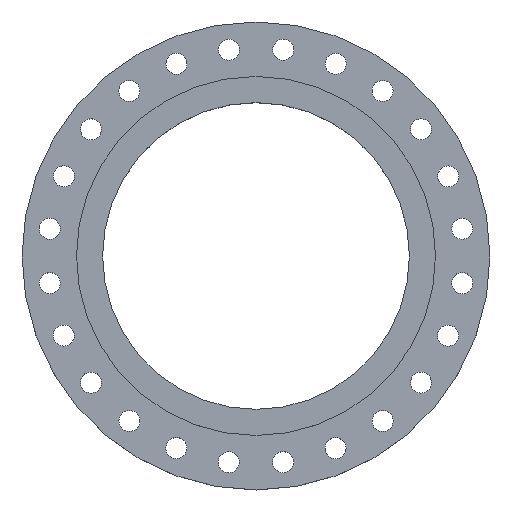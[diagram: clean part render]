
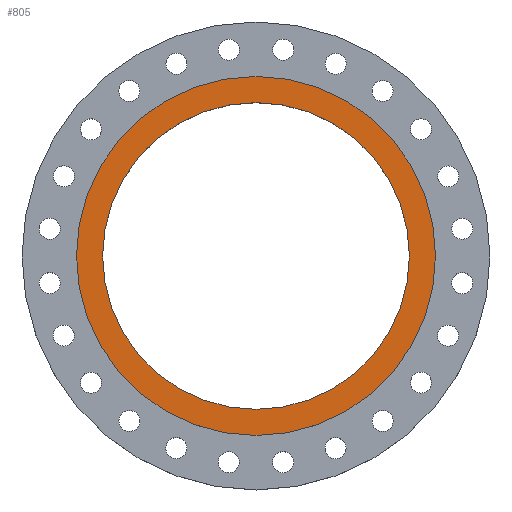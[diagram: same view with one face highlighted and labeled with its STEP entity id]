
A CAD part, top view. The second image highlights one B-rep face of the part: STEP entity #805.
In plain terms, the highlighted planar face has unit normal (0, 0, 1).
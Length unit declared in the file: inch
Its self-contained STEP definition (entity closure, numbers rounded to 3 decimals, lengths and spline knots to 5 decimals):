
#67 = AXIS2_PLACEMENT_3D ( 'NONE', #862, #336, #2270 ) ;
#77 = CARTESIAN_POINT ( 'NONE',  ( 13.81, 0., 0.0625 ) ) ;
#99 = EDGE_CURVE ( 'NONE', #1368, #721, #391, .T. ) ;
#135 = DIRECTION ( 'NONE',  ( 0., 0., 1. ) ) ;
#224 = DIRECTION ( 'NONE',  ( 0., 0., 1. ) ) ;
#336 = DIRECTION ( 'NONE',  ( 0., 0., 1. ) ) ;
#342 = CIRCLE ( 'NONE', #926, 11.8 ) ;
#391 = CIRCLE ( 'NONE', #683, 11.8 ) ;
#429 = CIRCLE ( 'NONE', #67, 13.81 ) ;
#457 = CARTESIAN_POINT ( 'NONE',  ( 0., 0., 0.0625 ) ) ;
#481 = EDGE_CURVE ( 'NONE', #1328, #2068, #1981, .T. ) ;
#488 = AXIS2_PLACEMENT_3D ( 'NONE', #1902, #849, #983 ) ;
#570 = CARTESIAN_POINT ( 'NONE',  ( 0., 0., 0.0625 ) ) ;
#637 = CARTESIAN_POINT ( 'NONE',  ( -11.8, 0., 0.0625 ) ) ;
#683 = AXIS2_PLACEMENT_3D ( 'NONE', #570, #224, #1274 ) ;
#721 = VERTEX_POINT ( 'NONE', #1648 ) ;
#805 = ADVANCED_FACE ( 'NONE', ( #949, #1670 ), #1389, .T. ) ;
#821 = CARTESIAN_POINT ( 'NONE',  ( -13.81, 0., 0.0625 ) ) ;
#849 = DIRECTION ( 'NONE',  ( 0., 0., 1. ) ) ;
#862 = CARTESIAN_POINT ( 'NONE',  ( 0., 0., 0.0625 ) ) ;
#926 = AXIS2_PLACEMENT_3D ( 'NONE', #457, #135, #1549 ) ;
#940 = AXIS2_PLACEMENT_3D ( 'NONE', #1728, #1892, #1907 ) ;
#949 = FACE_BOUND ( 'NONE', #1272, .T. ) ;
#983 = DIRECTION ( 'NONE',  ( 1., 0., 0. ) ) ;
#1272 = EDGE_LOOP ( 'NONE', ( #1427, #1945 ) ) ;
#1274 = DIRECTION ( 'NONE',  ( 1., 0., 0. ) ) ;
#1328 = VERTEX_POINT ( 'NONE', #77 ) ;
#1368 = VERTEX_POINT ( 'NONE', #637 ) ;
#1389 = PLANE ( 'NONE',  #488 ) ;
#1427 = ORIENTED_EDGE ( 'NONE', *, *, #99, .F. ) ;
#1479 = EDGE_CURVE ( 'NONE', #721, #1368, #342, .T. ) ;
#1482 = ORIENTED_EDGE ( 'NONE', *, *, #1877, .T. ) ;
#1549 = DIRECTION ( 'NONE',  ( 1., 0., 0. ) ) ;
#1648 = CARTESIAN_POINT ( 'NONE',  ( 11.8, 0., 0.0625 ) ) ;
#1670 = FACE_OUTER_BOUND ( 'NONE', #1721, .T. ) ;
#1721 = EDGE_LOOP ( 'NONE', ( #1482, #1804 ) ) ;
#1728 = CARTESIAN_POINT ( 'NONE',  ( 0., 0., 0.0625 ) ) ;
#1804 = ORIENTED_EDGE ( 'NONE', *, *, #481, .T. ) ;
#1877 = EDGE_CURVE ( 'NONE', #2068, #1328, #429, .T. ) ;
#1892 = DIRECTION ( 'NONE',  ( 0., 0., 1. ) ) ;
#1902 = CARTESIAN_POINT ( 'NONE',  ( 0., 0., 0.0625 ) ) ;
#1907 = DIRECTION ( 'NONE',  ( 1., 0., 0. ) ) ;
#1945 = ORIENTED_EDGE ( 'NONE', *, *, #1479, .F. ) ;
#1981 = CIRCLE ( 'NONE', #940, 13.81 ) ;
#2068 = VERTEX_POINT ( 'NONE', #821 ) ;
#2270 = DIRECTION ( 'NONE',  ( 1., 0., 0. ) ) ;
